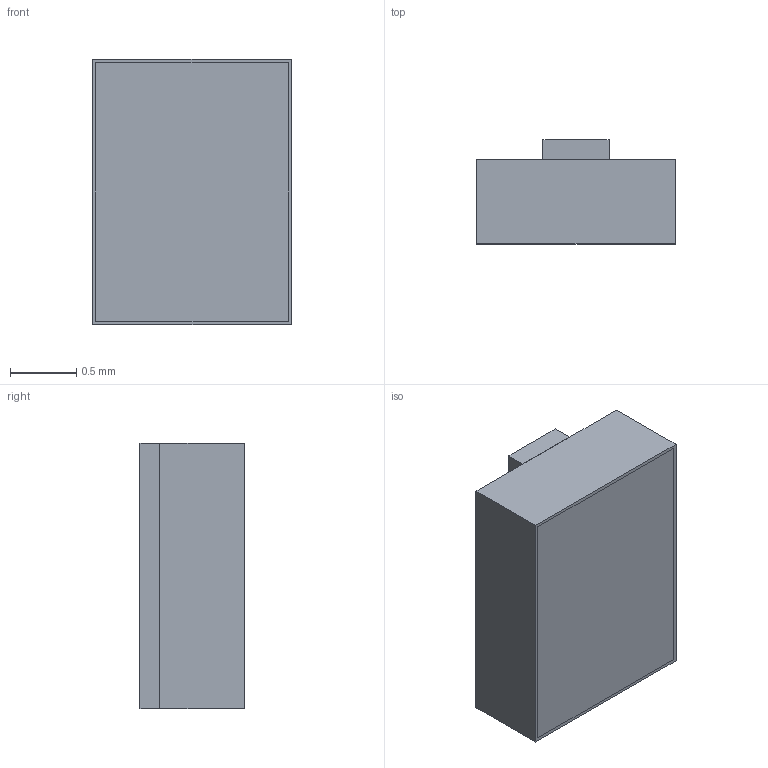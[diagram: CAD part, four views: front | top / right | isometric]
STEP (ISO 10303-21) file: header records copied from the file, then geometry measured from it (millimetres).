
FILE_DESCRIPTION (( 'STEP AP214' ), '1' );
FILE_NAME ('20258.STEP', '2010-02-18T17:30:46', ( ' ' ), ( ' ' ), 'SwSTEP 2.0', 'SolidWorks 2009', '' );
FILE_SCHEMA (( 'AUTOMOTIVE_DESIGN' ));
Length unit declared in the file: millimetre
Products named in the file (3): 32066-000; 20258; 31144-xxx
Assembly tree (2 placements, depth 2):
  20258
    32066-000
    31144-xxx
Bounding box: 1.5 x 0.79 x 2 mm (x, y, z)
Volume: 2.1 mm3; surface area: 13.2 mm2
Topology: 2 solids, 2 shells, 42 faces, 106 edges, 72 vertices
Faces by surface type: plane 38, cylinder 4
Entity records: 1527 total; most frequent: CARTESIAN_POINT 225, ORIENTED_EDGE 212, DIRECTION 210, EDGE_CURVE 106, VECTOR 96, LINE 96, VERTEX_POINT 72, AXIS2_PLACEMENT_3D 57
